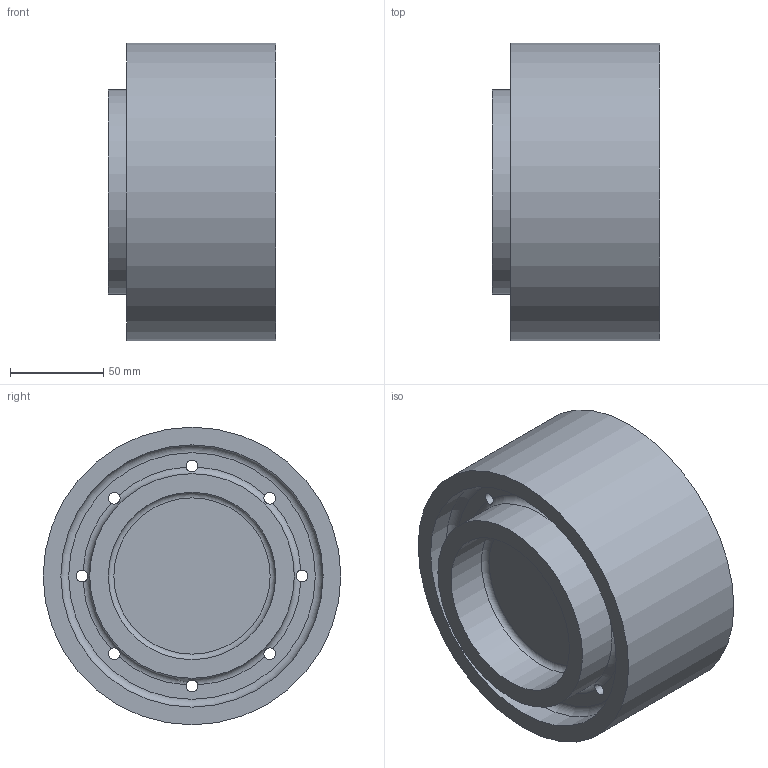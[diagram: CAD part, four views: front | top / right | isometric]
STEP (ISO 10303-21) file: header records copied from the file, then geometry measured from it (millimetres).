
FILE_DESCRIPTION( ( 'STEP AP214' ), '1' );
FILE_NAME( 'AGRU_70197161271_Poly-Flo Outer Wall Adaptor_PE 100-RC black_160_110 SDR17_11 (architecture400).stp', '2022-01-21T07:35:17', ( 'License CC BY-ND 4.0' ), ( 'CADENAS' ), ' ', 'PARTsolutions', ' ' );
FILE_SCHEMA( ( 'AUTOMOTIVE_DESIGN { 1 0 10303 214 1 1 1 1 }' ) );
Length unit declared in the file: millimetre
Products named in the file (1): _AGRU_70197161271_Poly-Flo Outer Wall Adaptor_PE 100-RC black_160/110  SDR17/11 (architecture400)
Bounding box: 90 x 160 x 160 mm (x, y, z)
Volume: 1007398.5 mm3; surface area: 117523 mm2
Topology: 1 solids, 1 shells, 25 faces, 91 edges, 56 vertices
Faces by surface type: cylinder 14, plane 6, torus 4, cone 1
Full cylindrical faces by diameter (mm): 6.333 x8, 90 x1, 110 x1, 131.5 x1, 141 x2, 160 x1
Entity records: 1354 total; most frequent: CARTESIAN_POINT 478, DIRECTION 144, ORIENTED_EDGE 124, AXIS2_PLACEMENT_3D 72, EDGE_CURVE 62, EDGE_LOOP 48, VERTEX_POINT 46, CIRCLE 46
